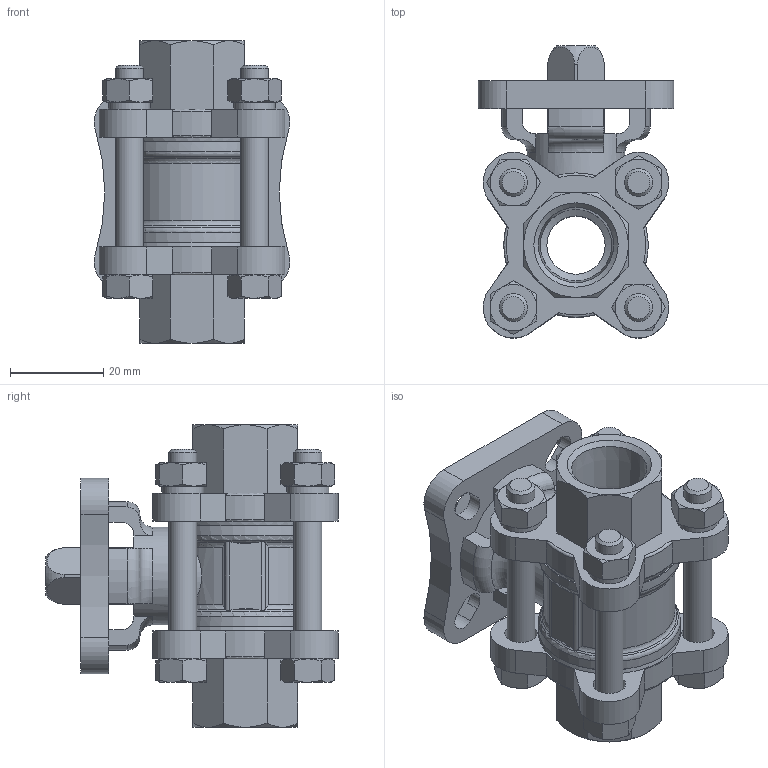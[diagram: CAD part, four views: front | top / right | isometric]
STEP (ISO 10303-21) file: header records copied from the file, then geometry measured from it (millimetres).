
FILE_DESCRIPTION(/* description */ ('STEP AP214'),/* implementation_level */ '2;1');
FILE_NAME(/* name */ '4836918_VZBE-3_8-T-63-T-2-F0304-V15V15',/* time_stamp */ '2024-09-18T02:21:38+02:00',/* author */ ('License CC BY-ND 4.0'),/* organization */ ('CADENAS'),/* preprocessor_version */ 'ST-DEVELOPER v19.3',/* originating_system */ 'PARTsolutions',/* authorisation */ ' ');
FILE_SCHEMA (('AUTOMOTIVE_DESIGN {1 0 10303 214 3 1 1}'));
Length unit declared in the file: millimetre
Products named in the file (1): 4836918 VZBE-3/8-T-63-T-2-F0304-V15V15
Bounding box: 41.99 x 62.71 x 65 mm (x, y, z)
Volume: 50033.5 mm3; surface area: 23664.3 mm2
Topology: 1 solids, 1 shells, 431 faces, 1077 edges, 674 vertices
Faces by surface type: plane 168, cone 127, cylinder 99, torus 37
Full cylindrical faces by diameter (mm): 0.754 x1, 0.928 x1, 6 x8, 7 x8, 9 x4, 12.5 x1, 21 x1, 26 x1, 30.5 x2
Entity records: 12949 total; most frequent: CARTESIAN_POINT 3229, ORIENTED_EDGE 2042, DIRECTION 1907, EDGE_CURVE 1021, AXIS2_PLACEMENT_3D 792, VERTEX_POINT 660, EDGE_LOOP 529, FACE_BOUND 529
